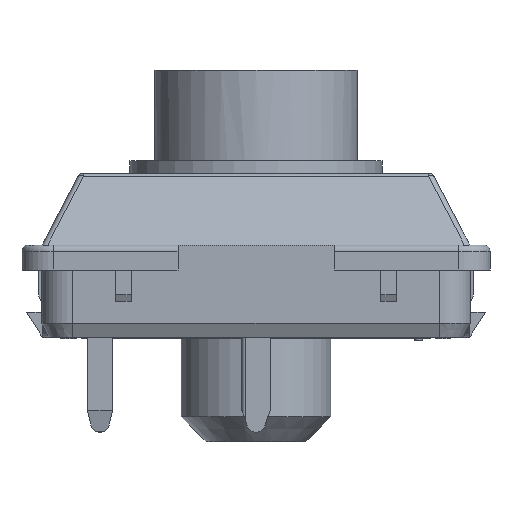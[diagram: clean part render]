
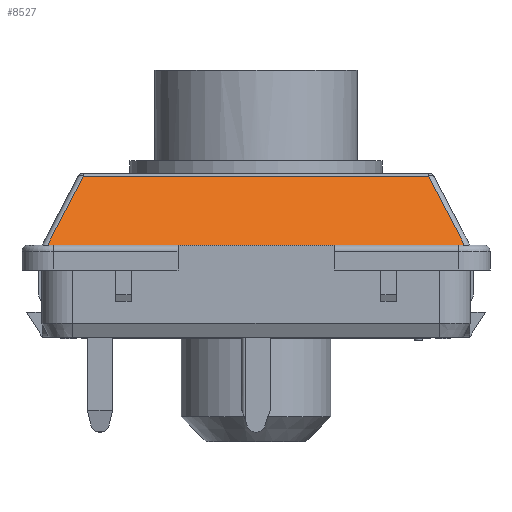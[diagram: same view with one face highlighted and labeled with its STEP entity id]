
A CAD part, front view. The second image highlights one B-rep face of the part: STEP entity #8527.
In plain terms, the highlighted planar face has unit normal (0, -0.839, 0.545).
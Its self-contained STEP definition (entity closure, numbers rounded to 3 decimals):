
#4472 = VERTEX_POINT('',#4473);
#4473 = CARTESIAN_POINT('',(-6.681,-7.3,3.));
#4480 = EDGE_CURVE('',#4472,#4481,#4483,.T.);
#4481 = VERTEX_POINT('',#4482);
#4482 = CARTESIAN_POINT('',(-5.531,-5.866,
    5.209));
#4483 = LINE('',#4484,#4485);
#4484 = CARTESIAN_POINT('',(-6.708,-7.334,
    2.948));
#4485 = VECTOR('',#4486,1.);
#4486 = DIRECTION('',(0.4,0.499,0.769));
#5508 = VERTEX_POINT('',#5509);
#5509 = CARTESIAN_POINT('',(-2.5,-7.3,3.));
#5733 = VERTEX_POINT('',#5734);
#5734 = CARTESIAN_POINT('',(-6.5,-7.3,3.));
#8517 = EDGE_CURVE('',#4472,#5733,#8518,.T.);
#8518 = LINE('',#8519,#8520);
#8519 = CARTESIAN_POINT('',(-8.425,-7.3,3.));
#8520 = VECTOR('',#8521,1.);
#8521 = DIRECTION('',(1.,0.,0.));
#8527 = ADVANCED_FACE('',(#8528),#8576,.T.);
#8528 = FACE_BOUND('',#8529,.T.);
#8529 = EDGE_LOOP('',(#8530,#8531,#8537,#8545,#8553,#8561,#8569,#8575));
#8530 = ORIENTED_EDGE('',*,*,#8517,.T.);
#8531 = ORIENTED_EDGE('',*,*,#8532,.T.);
#8532 = EDGE_CURVE('',#5733,#5508,#8533,.T.);
#8533 = LINE('',#8534,#8535);
#8534 = CARTESIAN_POINT('',(-6.5,-7.3,3.));
#8535 = VECTOR('',#8536,1.);
#8536 = DIRECTION('',(1.,0.,0.));
#8537 = ORIENTED_EDGE('',*,*,#8538,.T.);
#8538 = EDGE_CURVE('',#5508,#8539,#8541,.T.);
#8539 = VERTEX_POINT('',#8540);
#8540 = CARTESIAN_POINT('',(2.5,-7.3,3.));
#8541 = LINE('',#8542,#8543);
#8542 = CARTESIAN_POINT('',(-8.425,-7.3,3.));
#8543 = VECTOR('',#8544,1.);
#8544 = DIRECTION('',(1.,0.,0.));
#8545 = ORIENTED_EDGE('',*,*,#8546,.T.);
#8546 = EDGE_CURVE('',#8539,#8547,#8549,.T.);
#8547 = VERTEX_POINT('',#8548);
#8548 = CARTESIAN_POINT('',(6.5,-7.3,3.));
#8549 = LINE('',#8550,#8551);
#8550 = CARTESIAN_POINT('',(2.5,-7.3,3.));
#8551 = VECTOR('',#8552,1.);
#8552 = DIRECTION('',(1.,0.,0.));
#8553 = ORIENTED_EDGE('',*,*,#8554,.T.);
#8554 = EDGE_CURVE('',#8547,#8555,#8557,.T.);
#8555 = VERTEX_POINT('',#8556);
#8556 = CARTESIAN_POINT('',(6.681,-7.3,3.));
#8557 = LINE('',#8558,#8559);
#8558 = CARTESIAN_POINT('',(-8.425,-7.3,3.));
#8559 = VECTOR('',#8560,1.);
#8560 = DIRECTION('',(1.,0.,0.));
#8561 = ORIENTED_EDGE('',*,*,#8562,.T.);
#8562 = EDGE_CURVE('',#8555,#8563,#8565,.T.);
#8563 = VERTEX_POINT('',#8564);
#8564 = CARTESIAN_POINT('',(5.531,-5.866,
    5.209));
#8565 = LINE('',#8566,#8567);
#8566 = CARTESIAN_POINT('',(6.708,-7.334,
    2.948));
#8567 = VECTOR('',#8568,1.);
#8568 = DIRECTION('',(-0.4,0.499,0.769));
#8569 = ORIENTED_EDGE('',*,*,#8570,.F.);
#8570 = EDGE_CURVE('',#4481,#8563,#8571,.T.);
#8571 = LINE('',#8572,#8573);
#8572 = CARTESIAN_POINT('',(-5.653,-5.866,
    5.209));
#8573 = VECTOR('',#8574,1.);
#8574 = DIRECTION('',(1.,0.,0.));
#8575 = ORIENTED_EDGE('',*,*,#4480,.F.);
#8576 = PLANE('',#8577);
#8577 = AXIS2_PLACEMENT_3D('',#8578,#8579,#8580);
#8578 = CARTESIAN_POINT('',(-10.,-10.547,-2.));
#8579 = DIRECTION('',(0.,-0.839,0.545));
#8580 = DIRECTION('',(0.,0.545,0.839));
